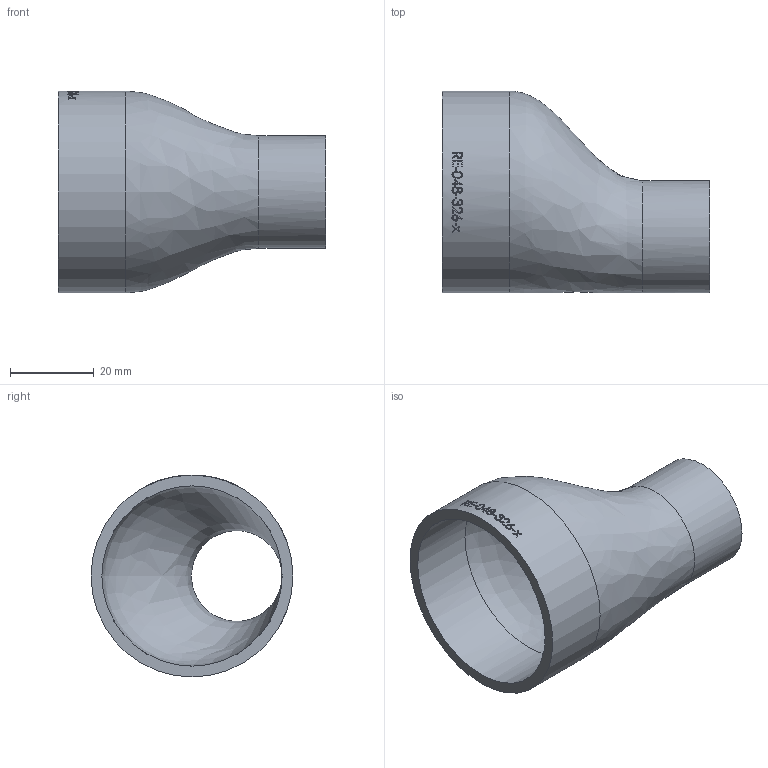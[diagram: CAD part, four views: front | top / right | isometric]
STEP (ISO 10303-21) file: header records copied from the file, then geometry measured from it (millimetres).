
FILE_DESCRIPTION (( 'STEP AP214' ), '1' );
FILE_NAME ('RE-048-326-x Reduzierung Exzenter 48,3x26,9x2,6x2,3 BL64 2101.STEP', '2021-01-04T12:52:58', ( '' ), ( '' ), 'SwSTEP 2.0', 'SolidWorks 2019', '' );
FILE_SCHEMA (( 'AUTOMOTIVE_DESIGN' ));
Length unit declared in the file: millimetre
Products named in the file (1): RE-048-326-x Reduzierung Exzenter 48,3x26,9x2,6x2,3 BL64 2101
Bounding box: 64 x 48.3 x 48.3 mm (x, y, z)
Volume: 19053.8 mm3; surface area: 15257.8 mm2
Topology: 1 solids, 1 shells, 159 faces, 419 edges, 279 vertices
Faces by surface type: bspline 80, plane 56, cylinder 22, cone 1
Full cylindrical faces by diameter (mm): 26.9 x1, 43.1 x1, 48.3 x1
Entity records: 16315 total; most frequent: CARTESIAN_POINT 11509, ORIENTED_EDGE 808, EDGE_CURVE 404, DIRECTION 380, VERTEX_POINT 272, B_SPLINE_CURVE_WITH_KNOTS 251, EDGE_LOOP 184, FACE_OUTER_BOUND 163
